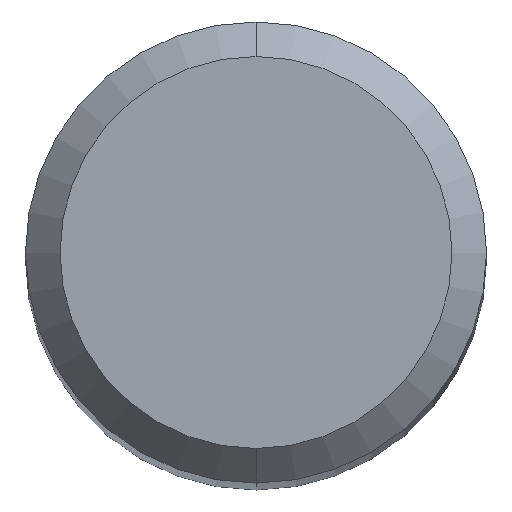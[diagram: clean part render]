
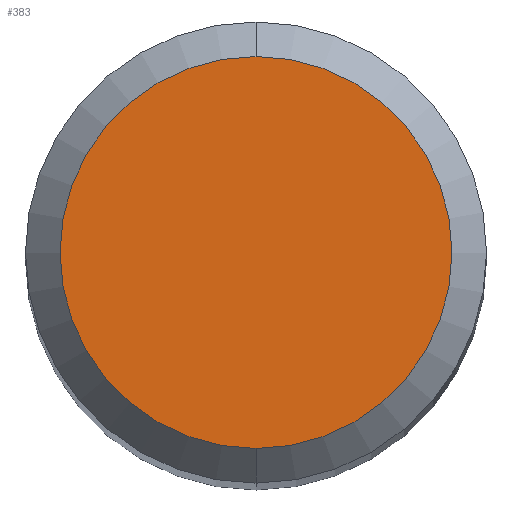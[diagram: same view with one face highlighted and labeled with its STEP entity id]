
A CAD part, top view. The second image highlights one B-rep face of the part: STEP entity #383.
In plain terms, the highlighted planar face has unit normal (0, 0, 1).
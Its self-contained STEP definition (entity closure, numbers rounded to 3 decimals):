
#383=ADVANCED_FACE('',(#1049),#1050,.T.);
#391=EDGE_CURVE('',#697,#447,#1058,.T.);
#447=VERTEX_POINT('',#1122);
#697=VERTEX_POINT('',#1394);
#861=EDGE_CURVE('',#447,#697,#1569,.T.);
#1049=FACE_OUTER_BOUND('',#1799,.T.);
#1050=PLANE('',#1800);
#1058=CIRCLE('',#1811,1.7);
#1122=CARTESIAN_POINT('',(0.,-1.7,0.0));
#1394=CARTESIAN_POINT('',(0.0,1.7,0.0));
#1569=CIRCLE('',#3541,1.7);
#1799=EDGE_LOOP('',(#4194,#4195));
#1800=AXIS2_PLACEMENT_3D('',#4196,#4197,#4198);
#1811=AXIS2_PLACEMENT_3D('',#4205,#4206,#4207);
#3541=AXIS2_PLACEMENT_3D('',#4767,#4768,#4769);
#4194=ORIENTED_EDGE('',*,*,#391,.F.);
#4195=ORIENTED_EDGE('',*,*,#861,.F.);
#4196=CARTESIAN_POINT('',(0.0,0.85,0.0));
#4197=DIRECTION('',(-0.0,0.0,1.0));
#4198=DIRECTION('',(0.0,-1.0,0.0));
#4205=CARTESIAN_POINT('',(0.0,0.0,0.0));
#4206=DIRECTION('',(0.0,0.0,-1.0));
#4207=DIRECTION('',(0.0,1.0,0.0));
#4767=CARTESIAN_POINT('',(0.0,0.0,0.0));
#4768=DIRECTION('',(0.0,0.0,-1.0));
#4769=DIRECTION('',(0.0,1.0,0.0));
